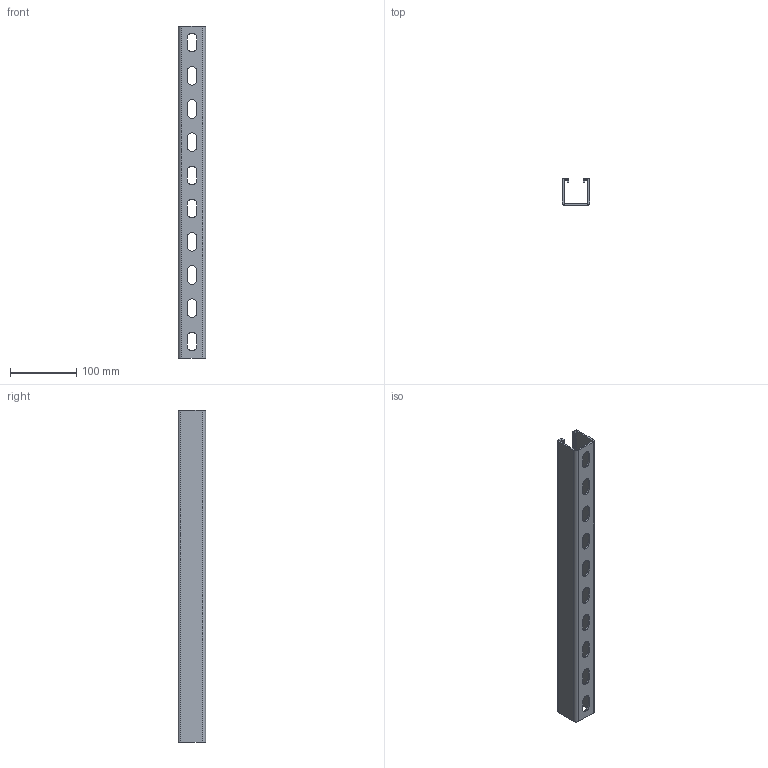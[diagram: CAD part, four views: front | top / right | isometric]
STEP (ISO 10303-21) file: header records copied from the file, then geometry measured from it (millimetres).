
FILE_DESCRIPTION (( 'STEP AP214' ), '1' );
FILE_NAME ('1122533.stp', '2017-12-07T07:59:24', ( '' ), ( '' ), 'SwSTEP 2.0', 'SolidWorks 2016', '' );
FILE_SCHEMA (( 'AUTOMOTIVE_DESIGN' ));
Length unit declared in the file: millimetre
Products named in the file (1): 1122533
Bounding box: 41 x 41 x 500 mm (x, y, z)
Volume: 157222.2 mm3; surface area: 130741.2 mm2
Topology: 1 solids, 1 shells, 104 faces, 258 edges, 156 vertices
Faces by surface type: plane 62, cylinder 42
Entity records: 3116 total; most frequent: DIRECTION 552, CARTESIAN_POINT 519, ORIENTED_EDGE 516, EDGE_CURVE 258, AXIS2_PLACEMENT_3D 189, LINE 174, VECTOR 174, VERTEX_POINT 156
